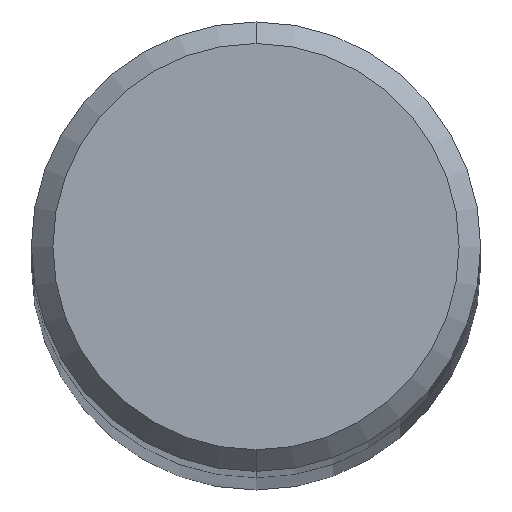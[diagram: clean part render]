
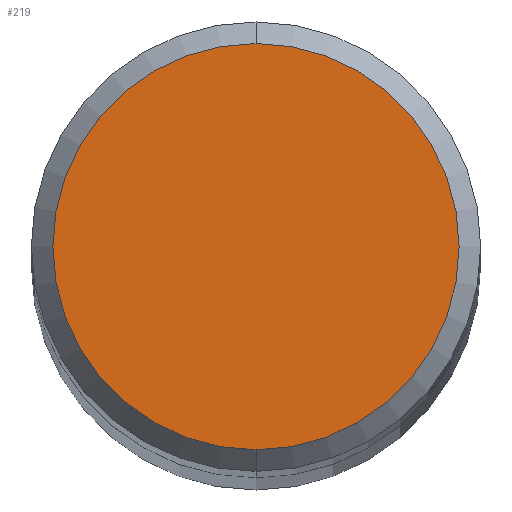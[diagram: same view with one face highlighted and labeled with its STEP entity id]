
A CAD part, top view. The second image highlights one B-rep face of the part: STEP entity #219.
In plain terms, the highlighted planar face has unit normal (0, 0, 1).
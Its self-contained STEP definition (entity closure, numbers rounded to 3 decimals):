
#219=ADVANCED_FACE('',(#484),#485,.T.);
#239=VERTEX_POINT('',#509);
#251=EDGE_CURVE('',#239,#365,#521,.T.);
#263=EDGE_CURVE('',#365,#239,#534,.T.);
#365=VERTEX_POINT('',#644);
#484=FACE_OUTER_BOUND('',#799,.T.);
#485=PLANE('',#800);
#509=CARTESIAN_POINT('',(0.0,5.65,98.0));
#521=CIRCLE('',#842,5.65);
#534=CIRCLE('',#856,5.65);
#644=CARTESIAN_POINT('',(0.,-5.65,98.0));
#799=EDGE_LOOP('',(#1356,#1357));
#800=AXIS2_PLACEMENT_3D('',#1358,#1359,#1360);
#842=AXIS2_PLACEMENT_3D('',#1413,#1414,#1415);
#856=AXIS2_PLACEMENT_3D('',#1422,#1423,#1424);
#1356=ORIENTED_EDGE('',*,*,#251,.F.);
#1357=ORIENTED_EDGE('',*,*,#263,.F.);
#1358=CARTESIAN_POINT('',(0.0,2.825,98.0));
#1359=DIRECTION('',(0.0,0.0,1.0));
#1360=DIRECTION('',(0.0,-1.0,0.0));
#1413=CARTESIAN_POINT('',(0.0,0.0,98.0));
#1414=DIRECTION('',(0.0,0.0,-1.0));
#1415=DIRECTION('',(0.0,1.0,0.0));
#1422=CARTESIAN_POINT('',(0.0,0.0,98.0));
#1423=DIRECTION('',(0.0,0.0,-1.0));
#1424=DIRECTION('',(0.0,1.0,0.0));
